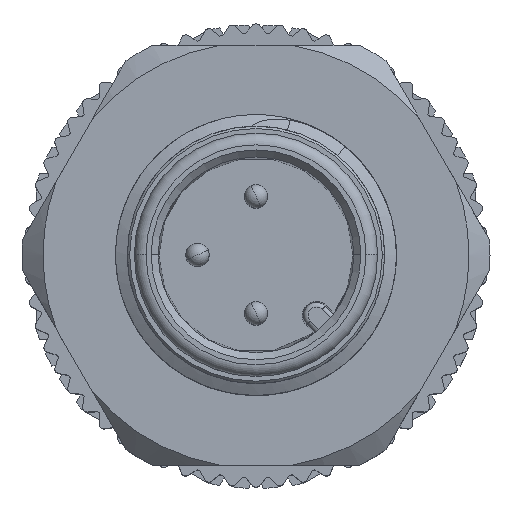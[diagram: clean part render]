
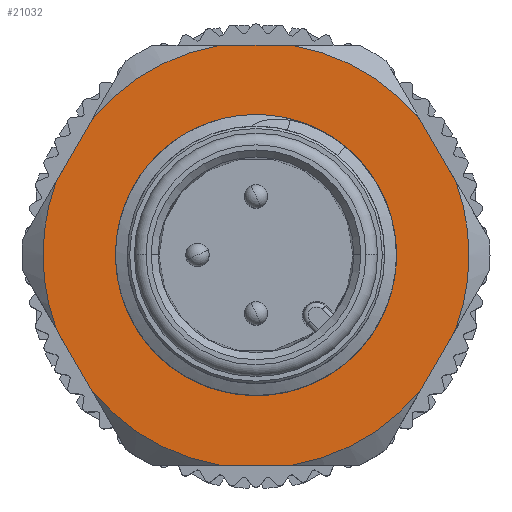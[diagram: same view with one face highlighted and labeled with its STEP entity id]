
A CAD part, top view. The second image highlights one B-rep face of the part: STEP entity #21032.
In plain terms, the highlighted planar face has unit normal (0, 0, 1).
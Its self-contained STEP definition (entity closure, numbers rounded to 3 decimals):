
#1102=CARTESIAN_POINT('',(0.,0.,-9.1));
#1103=DIRECTION('',(0.,0.,-1.));
#1104=DIRECTION('',(1.,0.,0.));
#1105=AXIS2_PLACEMENT_3D('',#1102,#1103,#1104);
#1122=CARTESIAN_POINT('',(0.,0.,-9.1));
#1123=DIRECTION('',(0.,0.,-1.));
#1124=DIRECTION('',(0.938,0.346,0.));
#1125=AXIS2_PLACEMENT_3D('',#1122,#1123,#1124);
#1127=CARTESIAN_POINT('',(0.,0.,-9.1));
#1128=DIRECTION('',(0.,0.,-1.));
#1129=DIRECTION('',(1.,0.,0.));
#1130=AXIS2_PLACEMENT_3D('',#1127,#1128,#1129);
#1132=DIRECTION('',(-0.5,-0.866,0.));
#1133=VECTOR('',#1132,3.081);
#1134=CARTESIAN_POINT('',(8.539,-3.151,-9.1));
#1135=LINE('',#1134,#1133);
#1136=CARTESIAN_POINT('',(0.,0.,-9.1));
#1137=DIRECTION('',(0.,0.,-1.));
#1138=DIRECTION('',(0.769,-0.639,0.));
#1139=AXIS2_PLACEMENT_3D('',#1136,#1137,#1138);
#1141=DIRECTION('',(-1.,0.,0.));
#1142=VECTOR('',#1141,3.081);
#1143=CARTESIAN_POINT('',(1.541,-8.97,-9.1));
#1144=LINE('',#1143,#1142);
#1145=CARTESIAN_POINT('',(0.,0.,-9.1));
#1146=DIRECTION('',(0.,0.,-1.));
#1147=DIRECTION('',(-0.169,-0.986,0.));
#1148=AXIS2_PLACEMENT_3D('',#1145,#1146,#1147);
#1150=DIRECTION('',(-0.5,0.866,0.));
#1151=VECTOR('',#1150,3.081);
#1152=CARTESIAN_POINT('',(-6.998,-5.819,-9.1));
#1153=LINE('',#1152,#1151);
#1154=CARTESIAN_POINT('',(0.,0.,-9.1));
#1155=DIRECTION('',(0.,0.,-1.));
#1156=DIRECTION('',(-0.938,-0.346,0.));
#1157=AXIS2_PLACEMENT_3D('',#1154,#1155,#1156);
#1159=CARTESIAN_POINT('',(0.,0.,-9.1));
#1160=DIRECTION('',(0.,0.,-1.));
#1161=DIRECTION('',(-1.,0.,0.));
#1162=AXIS2_PLACEMENT_3D('',#1159,#1160,#1161);
#1164=DIRECTION('',(0.5,0.866,0.));
#1165=VECTOR('',#1164,3.081);
#1166=CARTESIAN_POINT('',(-8.539,3.151,-9.1));
#1167=LINE('',#1166,#1165);
#1168=CARTESIAN_POINT('',(0.,0.,-9.1));
#1169=DIRECTION('',(0.,0.,-1.));
#1170=DIRECTION('',(-0.769,0.639,0.));
#1171=AXIS2_PLACEMENT_3D('',#1168,#1169,#1170);
#1173=DIRECTION('',(1.,0.,0.));
#1174=VECTOR('',#1173,3.081);
#1175=CARTESIAN_POINT('',(-1.541,8.97,-9.1));
#1176=LINE('',#1175,#1174);
#1177=CARTESIAN_POINT('',(0.,0.,-9.1));
#1178=DIRECTION('',(0.,0.,-1.));
#1179=DIRECTION('',(0.169,0.986,0.));
#1180=AXIS2_PLACEMENT_3D('',#1177,#1178,#1179);
#1182=DIRECTION('',(0.5,-0.866,0.));
#1183=VECTOR('',#1182,3.081);
#1184=CARTESIAN_POINT('',(6.998,5.819,-9.1));
#1185=LINE('',#1184,#1183);
#1186=CARTESIAN_POINT('',(0.,0.,-9.1));
#1187=DIRECTION('',(0.,0.,1.));
#1188=DIRECTION('',(-1.,0.,0.));
#1189=AXIS2_PLACEMENT_3D('',#1186,#1187,#1188);
#1191=CARTESIAN_POINT('',(0.,0.,-9.1));
#1192=DIRECTION('',(0.,0.,1.));
#1193=DIRECTION('',(1.,0.,0.));
#1194=AXIS2_PLACEMENT_3D('',#1191,#1192,#1193);
#15308=CARTESIAN_POINT('',(0.,0.,-9.1));
#15309=DIRECTION('',(0.,0.,-1.));
#15310=DIRECTION('',(-1.,0.,0.));
#15311=AXIS2_PLACEMENT_3D('',#15308,#15309,#15310);
#15749=CARTESIAN_POINT('',(6.,0.002,-9.1));
#15750=CARTESIAN_POINT('',(6.,-0.051,-9.1));
#15751=VERTEX_POINT('',#15749);
#15752=VERTEX_POINT('',#15750);
#15753=CARTESIAN_POINT('',(-6.,-0.002,-9.1));
#15754=VERTEX_POINT('',#15753);
#15755=CARTESIAN_POINT('',(8.539,3.151,-9.1));
#15756=CARTESIAN_POINT('',(9.101,0.,-9.1));
#15757=VERTEX_POINT('',#15755);
#15758=VERTEX_POINT('',#15756);
#15759=CARTESIAN_POINT('',(8.539,-3.151,-9.1));
#15760=VERTEX_POINT('',#15759);
#15761=CARTESIAN_POINT('',(6.998,-5.819,-9.1));
#15762=VERTEX_POINT('',#15761);
#15763=CARTESIAN_POINT('',(1.541,-8.97,-9.1));
#15764=VERTEX_POINT('',#15763);
#15765=CARTESIAN_POINT('',(-1.541,-8.97,-9.1));
#15766=VERTEX_POINT('',#15765);
#15767=CARTESIAN_POINT('',(-6.998,-5.819,-9.1));
#15768=VERTEX_POINT('',#15767);
#15769=CARTESIAN_POINT('',(-8.539,-3.151,-9.1));
#15770=VERTEX_POINT('',#15769);
#15771=CARTESIAN_POINT('',(-9.101,0.,-9.1));
#15772=VERTEX_POINT('',#15771);
#15773=CARTESIAN_POINT('',(-8.539,3.151,-9.1));
#15774=VERTEX_POINT('',#15773);
#15775=CARTESIAN_POINT('',(-6.998,5.819,-9.1));
#15776=VERTEX_POINT('',#15775);
#15777=CARTESIAN_POINT('',(-1.541,8.97,-9.1));
#15778=VERTEX_POINT('',#15777);
#15779=CARTESIAN_POINT('',(1.541,8.97,-9.1));
#15780=VERTEX_POINT('',#15779);
#15781=CARTESIAN_POINT('',(6.998,5.819,-9.1));
#15782=VERTEX_POINT('',#15781);
#15783=CARTESIAN_POINT('',(-6.,0.051,-9.1));
#15784=VERTEX_POINT('',#15783);
#20989=CARTESIAN_POINT('',(0.,0.,-9.1));
#20990=DIRECTION('',(0.,0.,1.));
#20991=DIRECTION('',(-1.,0.,0.));
#20992=AXIS2_PLACEMENT_3D('',#20989,#20990,#20991);
#20993=PLANE('',#20992);
#20995=ORIENTED_EDGE('',*,*,#20994,.T.);
#20997=ORIENTED_EDGE('',*,*,#20996,.T.);
#20999=ORIENTED_EDGE('',*,*,#20998,.T.);
#21001=ORIENTED_EDGE('',*,*,#21000,.T.);
#21003=ORIENTED_EDGE('',*,*,#21002,.T.);
#21005=ORIENTED_EDGE('',*,*,#21004,.T.);
#21007=ORIENTED_EDGE('',*,*,#21006,.T.);
#21009=ORIENTED_EDGE('',*,*,#21008,.T.);
#21011=ORIENTED_EDGE('',*,*,#21010,.T.);
#21013=ORIENTED_EDGE('',*,*,#21012,.T.);
#21015=ORIENTED_EDGE('',*,*,#21014,.T.);
#21017=ORIENTED_EDGE('',*,*,#21016,.T.);
#21019=ORIENTED_EDGE('',*,*,#21018,.T.);
#21021=ORIENTED_EDGE('',*,*,#21020,.T.);
#21022=EDGE_LOOP('',(#20995,#20997,#20999,#21001,#21003,#21005,#21007,#21009,
#21011,#21013,#21015,#21017,#21019,#21021));
#21023=FACE_OUTER_BOUND('',#21022,.F.);
#21024=ORIENTED_EDGE('',*,*,#20978,.T.);
#21025=ORIENTED_EDGE('',*,*,#20976,.F.);
#21027=ORIENTED_EDGE('',*,*,#21026,.T.);
#21029=ORIENTED_EDGE('',*,*,#21028,.F.);
#21030=EDGE_LOOP('',(#21024,#21025,#21027,#21029));
#21031=FACE_BOUND('',#21030,.F.);
#21032=ADVANCED_FACE('',(#21023,#21031),#20993,.T.);
#1106=CIRCLE('',#1105,6.);
#1126=CIRCLE('',#1125,9.101);
#1131=CIRCLE('',#1130,9.101);
#1140=CIRCLE('',#1139,9.101);
#1149=CIRCLE('',#1148,9.101);
#1158=CIRCLE('',#1157,9.101);
#1163=CIRCLE('',#1162,9.101);
#1172=CIRCLE('',#1171,9.101);
#1181=CIRCLE('',#1180,9.101);
#1190=CIRCLE('',#1189,6.);
#1195=CIRCLE('',#1194,6.);
#15312=CIRCLE('',#15311,6.);
#20976=EDGE_CURVE('',#15751,#15752,#1106,.T.);
#20978=EDGE_CURVE('',#15754,#15752,#1190,.T.);
#20994=EDGE_CURVE('',#15757,#15758,#1126,.T.);
#20996=EDGE_CURVE('',#15758,#15760,#1131,.T.);
#20998=EDGE_CURVE('',#15760,#15762,#1135,.T.);
#21000=EDGE_CURVE('',#15762,#15764,#1140,.T.);
#21002=EDGE_CURVE('',#15764,#15766,#1144,.T.);
#21004=EDGE_CURVE('',#15766,#15768,#1149,.T.);
#21006=EDGE_CURVE('',#15768,#15770,#1153,.T.);
#21008=EDGE_CURVE('',#15770,#15772,#1158,.T.);
#21010=EDGE_CURVE('',#15772,#15774,#1163,.T.);
#21012=EDGE_CURVE('',#15774,#15776,#1167,.T.);
#21014=EDGE_CURVE('',#15776,#15778,#1172,.T.);
#21016=EDGE_CURVE('',#15778,#15780,#1176,.T.);
#21018=EDGE_CURVE('',#15780,#15782,#1181,.T.);
#21020=EDGE_CURVE('',#15782,#15757,#1185,.T.);
#21026=EDGE_CURVE('',#15751,#15784,#1195,.T.);
#21028=EDGE_CURVE('',#15754,#15784,#15312,.T.);
